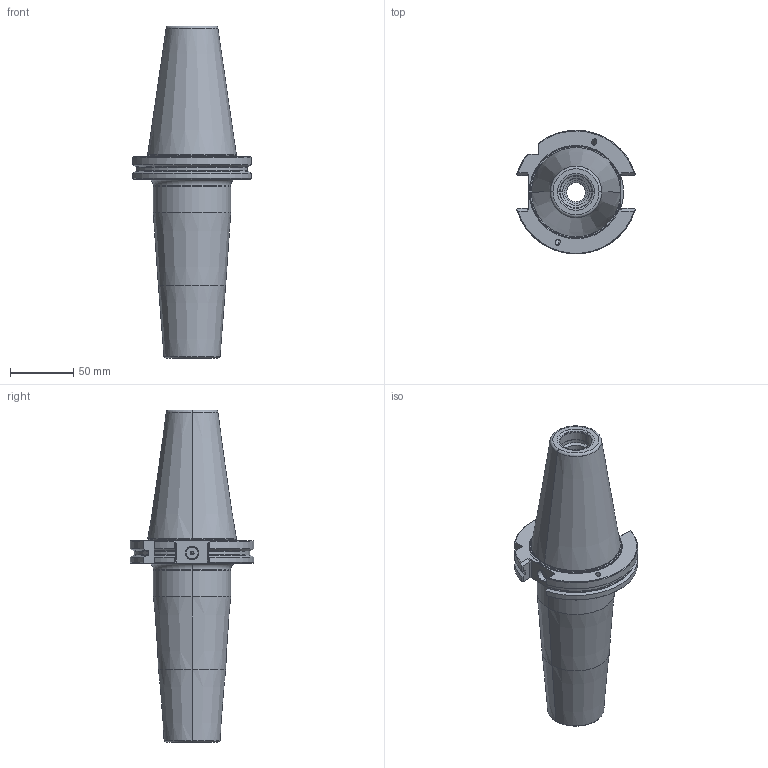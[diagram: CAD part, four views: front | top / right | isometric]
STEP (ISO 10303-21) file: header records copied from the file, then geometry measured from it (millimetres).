
FILE_DESCRIPTION(('no description'),'unknown implementation level');
FILE_NAME('330839EA-58C1-482F-9D7D-0BE16D08B76F_export.stp',' ',('CIMSOURCE GmbH'),('CADClick - KiM GmbH - www.kimweb.de'),'unknown preprocess','ACIS','unknown authorization');
FILE_SCHEMA(('automotive_design'));
Length unit declared in the file: millimetre
Products named in the file (1): NONE
Bounding box: 93.52 x 97.27 x 261.6 mm (x, y, z)
Volume: 607433.7 mm3; surface area: 76413.3 mm2
Topology: 1 solids, 1 shells, 191 faces, 460 edges, 280 vertices
Faces by surface type: cylinder 63, plane 50, cone 48, torus 30
Entity records: 11113 total; most frequent: CARTESIAN_POINT 1406, DIRECTION 971, STYLED_ITEM 930, PRESENTATION_STYLE_ASSIGNMENT 930, COLOUR_RGB 930, ORIENTED_EDGE 916, EDGE_CURVE 458, CURVE_STYLE 458
